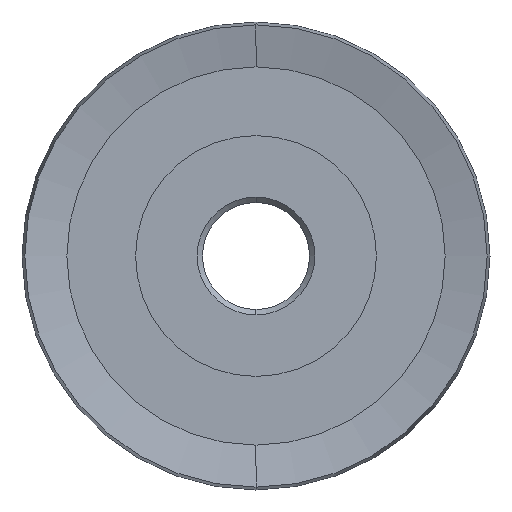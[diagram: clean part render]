
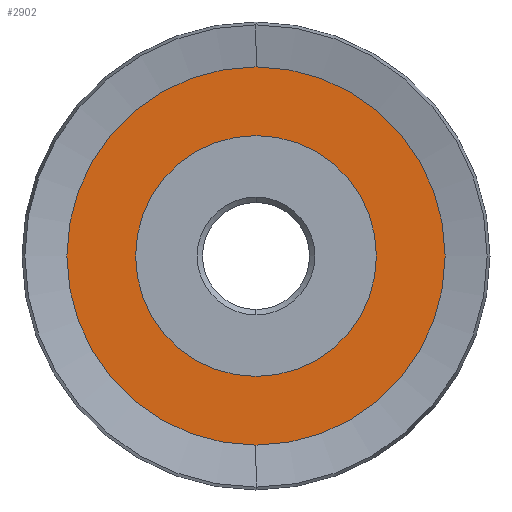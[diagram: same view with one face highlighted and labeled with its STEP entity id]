
A CAD part, left-side view. The second image highlights one B-rep face of the part: STEP entity #2902.
In plain terms, the highlighted planar face has unit normal (-1, 0, 0).
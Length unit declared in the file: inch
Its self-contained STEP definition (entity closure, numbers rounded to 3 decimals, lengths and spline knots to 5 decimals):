
#133 = CARTESIAN_POINT ( 'NONE',  ( 0.0325, 0., 0.44208 ) ) ;
#153 = EDGE_LOOP ( 'NONE', ( #5962, #5139 ) ) ;
#279 = CARTESIAN_POINT ( 'NONE',  ( 0.0325, 0., 0. ) ) ;
#645 = CIRCLE ( 'NONE', #6373, 0.2815 ) ;
#860 = DIRECTION ( 'NONE',  ( 0., 0., 1. ) ) ;
#884 = FACE_BOUND ( 'NONE', #153, .T. ) ;
#890 = VERTEX_POINT ( 'NONE', #6907 ) ;
#1309 = EDGE_CURVE ( 'NONE', #890, #3635, #645, .T. ) ;
#1348 = EDGE_LOOP ( 'NONE', ( #3168, #3357 ) ) ;
#1413 = CARTESIAN_POINT ( 'NONE',  ( 0.0325, 0., 0.2815 ) ) ;
#1437 = EDGE_CURVE ( 'NONE', #2335, #4866, #2839, .T. ) ;
#1921 = CARTESIAN_POINT ( 'NONE',  ( 0.0325, 0., 0. ) ) ;
#2176 = CARTESIAN_POINT ( 'NONE',  ( 0.0325, 0., 0. ) ) ;
#2284 = DIRECTION ( 'NONE',  ( -1., 0., 0. ) ) ;
#2335 = VERTEX_POINT ( 'NONE', #133 ) ;
#2389 = AXIS2_PLACEMENT_3D ( 'NONE', #5705, #2284, #6288 ) ;
#2498 = DIRECTION ( 'NONE',  ( 0., 0., 1. ) ) ;
#2755 = DIRECTION ( 'NONE',  ( 0., 0., 1. ) ) ;
#2839 = CIRCLE ( 'NONE', #2389, 0.44208 ) ;
#2902 = ADVANCED_FACE ( 'NONE', ( #884, #3970 ), #4317, .T. ) ;
#2904 = DIRECTION ( 'NONE',  ( -1., 0., 0. ) ) ;
#3168 = ORIENTED_EDGE ( 'NONE', *, *, #1437, .T. ) ;
#3228 = CIRCLE ( 'NONE', #6860, 0.2815 ) ;
#3357 = ORIENTED_EDGE ( 'NONE', *, *, #7011, .T. ) ;
#3635 = VERTEX_POINT ( 'NONE', #1413 ) ;
#3794 = CARTESIAN_POINT ( 'NONE',  ( 0.0325, 0., -0.44208 ) ) ;
#3970 = FACE_OUTER_BOUND ( 'NONE', #1348, .T. ) ;
#4317 = PLANE ( 'NONE',  #6812 ) ;
#4340 = DIRECTION ( 'NONE',  ( -1., 0., 0. ) ) ;
#4866 = VERTEX_POINT ( 'NONE', #3794 ) ;
#5139 = ORIENTED_EDGE ( 'NONE', *, *, #5977, .F. ) ;
#5189 = CIRCLE ( 'NONE', #5652, 0.44208 ) ;
#5652 = AXIS2_PLACEMENT_3D ( 'NONE', #2176, #6178, #2755 ) ;
#5705 = CARTESIAN_POINT ( 'NONE',  ( 0.0325, 0., 0. ) ) ;
#5924 = DIRECTION ( 'NONE',  ( -1., 0., 0. ) ) ;
#5962 = ORIENTED_EDGE ( 'NONE', *, *, #1309, .F. ) ;
#5977 = EDGE_CURVE ( 'NONE', #3635, #890, #3228, .T. ) ;
#6178 = DIRECTION ( 'NONE',  ( -1., 0., 0. ) ) ;
#6288 = DIRECTION ( 'NONE',  ( 0., 0., 1. ) ) ;
#6324 = CARTESIAN_POINT ( 'NONE',  ( 0.0325, 0., 0. ) ) ;
#6373 = AXIS2_PLACEMENT_3D ( 'NONE', #6324, #2904, #6908 ) ;
#6812 = AXIS2_PLACEMENT_3D ( 'NONE', #279, #4340, #860 ) ;
#6860 = AXIS2_PLACEMENT_3D ( 'NONE', #1921, #5924, #2498 ) ;
#6907 = CARTESIAN_POINT ( 'NONE',  ( 0.0325, 0., -0.2815 ) ) ;
#6908 = DIRECTION ( 'NONE',  ( 0., 0., 1. ) ) ;
#7011 = EDGE_CURVE ( 'NONE', #4866, #2335, #5189, .T. ) ;
